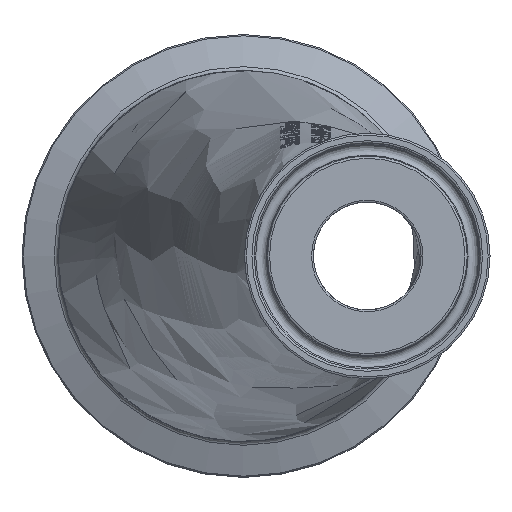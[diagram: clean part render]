
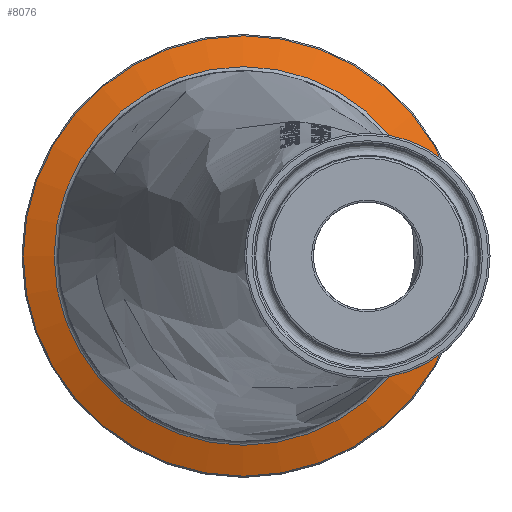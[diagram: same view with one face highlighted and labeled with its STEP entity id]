
A CAD part, left-side view. The second image highlights one B-rep face of the part: STEP entity #8076.
In plain terms, the highlighted conical face has half-angle 70 degrees and reference radius 41.777 mm.
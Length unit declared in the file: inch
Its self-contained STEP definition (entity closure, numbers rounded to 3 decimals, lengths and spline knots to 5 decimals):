
#13=CONICAL_SURFACE('',#8418,1.64475,70.);
#507=FACE_BOUND('',#1475,.T.);
#978=FACE_OUTER_BOUND('',#1474,.T.);
#1474=EDGE_LOOP('',(#7479));
#1475=EDGE_LOOP('',(#7480));
#3084=CIRCLE('',#8417,1.77963);
#3085=CIRCLE('',#8419,1.52961);
#3902=VERTEX_POINT('',#17955);
#3903=VERTEX_POINT('',#17958);
#5108=EDGE_CURVE('',#3902,#3902,#3084,.T.);
#5109=EDGE_CURVE('',#3903,#3903,#3085,.T.);
#7479=ORIENTED_EDGE('',*,*,#5109,.F.);
#7480=ORIENTED_EDGE('',*,*,#5108,.F.);
#8076=ADVANCED_FACE('',(#978,#507),#13,.T.);
#8417=AXIS2_PLACEMENT_3D('',#17956,#9484,#9485);
#8418=AXIS2_PLACEMENT_3D('',#17957,#9486,#9487);
#8419=AXIS2_PLACEMENT_3D('',#17959,#9488,#9489);
#9484=DIRECTION('center_axis',(1.,0.,0.));
#9485=DIRECTION('ref_axis',(0.,-1.,0.));
#9486=DIRECTION('center_axis',(1.,0.,0.));
#9487=DIRECTION('ref_axis',(0.,1.,0.));
#9488=DIRECTION('center_axis',(-1.,0.,0.));
#9489=DIRECTION('ref_axis',(0.,-1.,0.));
#17955=CARTESIAN_POINT('',(8.38441,2.77963,0.));
#17956=CARTESIAN_POINT('Origin',(8.38441,1.,0.));
#17957=CARTESIAN_POINT('Origin',(8.33532,1.,0.));
#17958=CARTESIAN_POINT('',(8.29341,2.52961,0.));
#17959=CARTESIAN_POINT('Origin',(8.29341,1.,0.));
